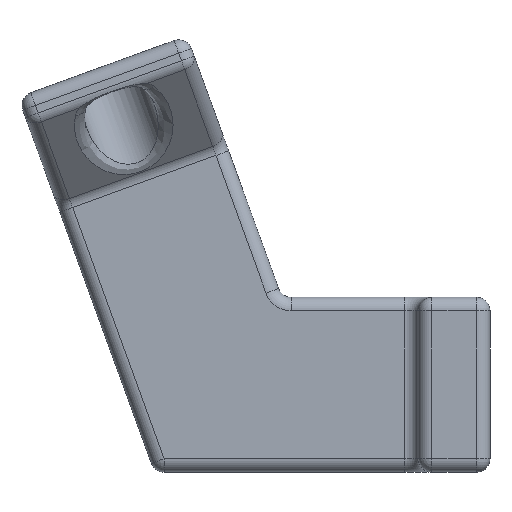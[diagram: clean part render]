
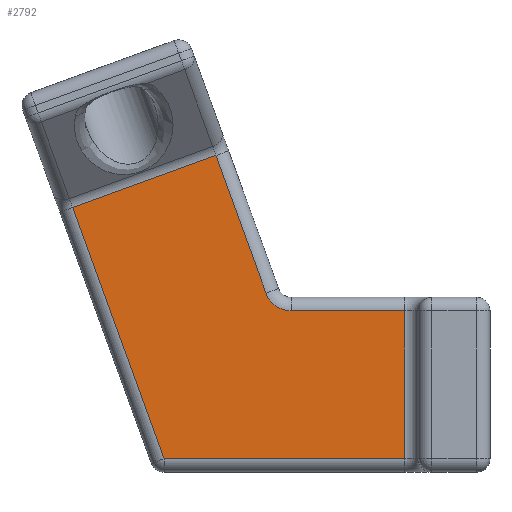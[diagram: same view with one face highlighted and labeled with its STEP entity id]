
A CAD part, left-side view. The second image highlights one B-rep face of the part: STEP entity #2792.
In plain terms, the highlighted planar face has unit normal (-1, 0, 0).
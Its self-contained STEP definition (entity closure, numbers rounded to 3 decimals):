
#15 = ORIENTED_EDGE ( 'NONE', *, *, #751, .T. ) ;
#23 = LINE ( 'NONE', #296, #932 ) ;
#51 = PLANE ( 'NONE',  #1939 ) ;
#73 = FACE_OUTER_BOUND ( 'NONE', #1761, .T. ) ;
#86 = CARTESIAN_POINT ( 'NONE',  ( 10., 36.341, -18. ) ) ;
#159 = EDGE_CURVE ( 'NONE', #1197, #2714, #2228, .T. ) ;
#188 = VECTOR ( 'NONE', #1961, 1000. ) ;
#221 = ORIENTED_EDGE ( 'NONE', *, *, #159, .T. ) ;
#234 = CARTESIAN_POINT ( 'NONE',  ( 10., 46.535, 10.003 ) ) ;
#287 = CARTESIAN_POINT ( 'NONE',  ( 10., 30.561, 15.819 ) ) ;
#296 = CARTESIAN_POINT ( 'NONE',  ( 10., 9.5, 0. ) ) ;
#418 = EDGE_CURVE ( 'NONE', #1954, #782, #1294, .T. ) ;
#588 = DIRECTION ( 'NONE',  ( 0., -0.342, -0.94 ) ) ;
#712 = VECTOR ( 'NONE', #588, 1000. ) ;
#751 = EDGE_CURVE ( 'NONE', #2714, #1046, #2305, .T. ) ;
#782 = VERTEX_POINT ( 'NONE', #970 ) ;
#824 = CIRCLE ( 'NONE', #2787, 3. ) ;
#932 = VECTOR ( 'NONE', #1398, 1000. ) ;
#970 = CARTESIAN_POINT ( 'NONE',  ( 10., 22.156, -1.5 ) ) ;
#1026 = ORIENTED_EDGE ( 'NONE', *, *, #418, .T. ) ;
#1046 = VERTEX_POINT ( 'NONE', #234 ) ;
#1078 = LINE ( 'NONE', #3276, #712 ) ;
#1172 = ORIENTED_EDGE ( 'NONE', *, *, #1819, .F. ) ;
#1197 = VERTEX_POINT ( 'NONE', #1642 ) ;
#1294 = LINE ( 'NONE', #2970, #3054 ) ;
#1398 = DIRECTION ( 'NONE',  ( 0., 0., 1. ) ) ;
#1445 = CARTESIAN_POINT ( 'NONE',  ( 10., 22.156, 1.5 ) ) ;
#1457 = VERTEX_POINT ( 'NONE', #2903 ) ;
#1467 = CARTESIAN_POINT ( 'NONE',  ( 10., 42., -18. ) ) ;
#1545 = ORIENTED_EDGE ( 'NONE', *, *, #3159, .T. ) ;
#1593 = VECTOR ( 'NONE', #2857, 1000. ) ;
#1642 = CARTESIAN_POINT ( 'NONE',  ( 10., 24.975, 0.474 ) ) ;
#1664 = EDGE_CURVE ( 'NONE', #1457, #1954, #23, .T. ) ;
#1676 = CARTESIAN_POINT ( 'NONE',  ( 10., 42., -20. ) ) ;
#1710 = DIRECTION ( 'NONE',  ( -1., 0., 0. ) ) ;
#1744 = DIRECTION ( 'NONE',  ( 0., 0., -1. ) ) ;
#1761 = EDGE_LOOP ( 'NONE', ( #1172, #221, #15, #1545, #2540, #2976, #1026 ) ) ;
#1809 = CARTESIAN_POINT ( 'NONE',  ( 10., 47.945, 9.49 ) ) ;
#1819 = EDGE_CURVE ( 'NONE', #1197, #782, #824, .T. ) ;
#1835 = VECTOR ( 'NONE', #2549, 1000. ) ;
#1914 = DIRECTION ( 'NONE',  ( 1., 0., 0. ) ) ;
#1939 = AXIS2_PLACEMENT_3D ( 'NONE', #1676, #1914, #3287 ) ;
#1954 = VERTEX_POINT ( 'NONE', #2899 ) ;
#1961 = DIRECTION ( 'NONE',  ( 0., 0.342, 0.94 ) ) ;
#2040 = LINE ( 'NONE', #1467, #1835 ) ;
#2228 = LINE ( 'NONE', #2475, #188 ) ;
#2305 = LINE ( 'NONE', #1809, #1593 ) ;
#2379 = VERTEX_POINT ( 'NONE', #86 ) ;
#2410 = DIRECTION ( 'NONE',  ( 0., 1., 0. ) ) ;
#2475 = CARTESIAN_POINT ( 'NONE',  ( 10., 20.386, -12.132 ) ) ;
#2540 = ORIENTED_EDGE ( 'NONE', *, *, #3323, .T. ) ;
#2549 = DIRECTION ( 'NONE',  ( 0., -1., 0. ) ) ;
#2714 = VERTEX_POINT ( 'NONE', #287 ) ;
#2787 = AXIS2_PLACEMENT_3D ( 'NONE', #1445, #1710, #1744 ) ;
#2792 = ADVANCED_FACE ( 'NONE', ( #73 ), #51, .F. ) ;
#2857 = DIRECTION ( 'NONE',  ( 0., 0.94, -0.342 ) ) ;
#2899 = CARTESIAN_POINT ( 'NONE',  ( 10., 9.5, -1.5 ) ) ;
#2903 = CARTESIAN_POINT ( 'NONE',  ( 10., 9.5, -18. ) ) ;
#2970 = CARTESIAN_POINT ( 'NONE',  ( 10., 42., -1.5 ) ) ;
#2976 = ORIENTED_EDGE ( 'NONE', *, *, #1664, .T. ) ;
#3054 = VECTOR ( 'NONE', #2410, 1000. ) ;
#3159 = EDGE_CURVE ( 'NONE', #1046, #2379, #1078, .T. ) ;
#3276 = CARTESIAN_POINT ( 'NONE',  ( 10., 36.36, -17.947 ) ) ;
#3287 = DIRECTION ( 'NONE',  ( 0., 0., -1. ) ) ;
#3323 = EDGE_CURVE ( 'NONE', #2379, #1457, #2040, .T. ) ;
